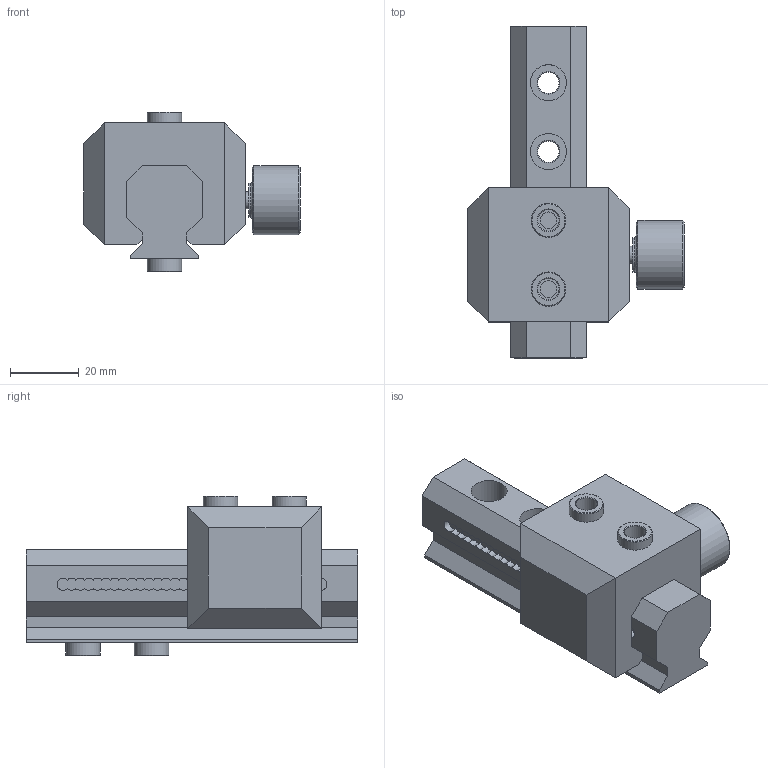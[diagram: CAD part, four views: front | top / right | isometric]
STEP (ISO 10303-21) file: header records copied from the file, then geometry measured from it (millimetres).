
FILE_DESCRIPTION(/* description */ (''),/* implementation_level */ '2;1');
FILE_NAME(/* name */ 'JUS-100.stp',/* time_stamp */ '2019-11-20T10:22:11+01:00',/* author */ ('Emilio'),/* organization */ (''),/* preprocessor_version */ 'ST-DEVELOPER v17',/* originating_system */ 'Autodesk Inventor 2019',/* authorisation */ '');
FILE_SCHEMA (('AUTOMOTIVE_DESIGN { 1 0 10303 214 3 1 1 }'));
Length unit declared in the file: millimetre
Products named in the file (4): JUS-100; JUS-100-SUPPORTO; JUS-100-REGOLAZIONE; BOCCOLA 10H7L7
Assembly tree (6 placements, depth 2):
  JUS-100
    JUS-100-SUPPORTO
    JUS-100-REGOLAZIONE
    BOCCOLA 10H7L7  x4
Bounding box: 63 x 96.5 x 46.4 mm (x, y, z)
Volume: 92736.6 mm3; surface area: 25833 mm2
Topology: 6 solids, 6 shells, 221 faces, 619 edges, 421 vertices
Faces by surface type: cylinder 141, plane 61, cone 18, torus 1
Full cylindrical faces by diameter (mm): 4.917 x2, 5 x1, 6.2 x4, 6.6 x2, 10 x9, 10.5 x2, 20 x1
Entity records: 6743 total; most frequent: DIRECTION 1273, CARTESIAN_POINT 1133, ORIENTED_EDGE 1106, EDGE_CURVE 553, AXIS2_PLACEMENT_3D 513, VERTEX_POINT 373, CIRCLE 306, LINE 247
